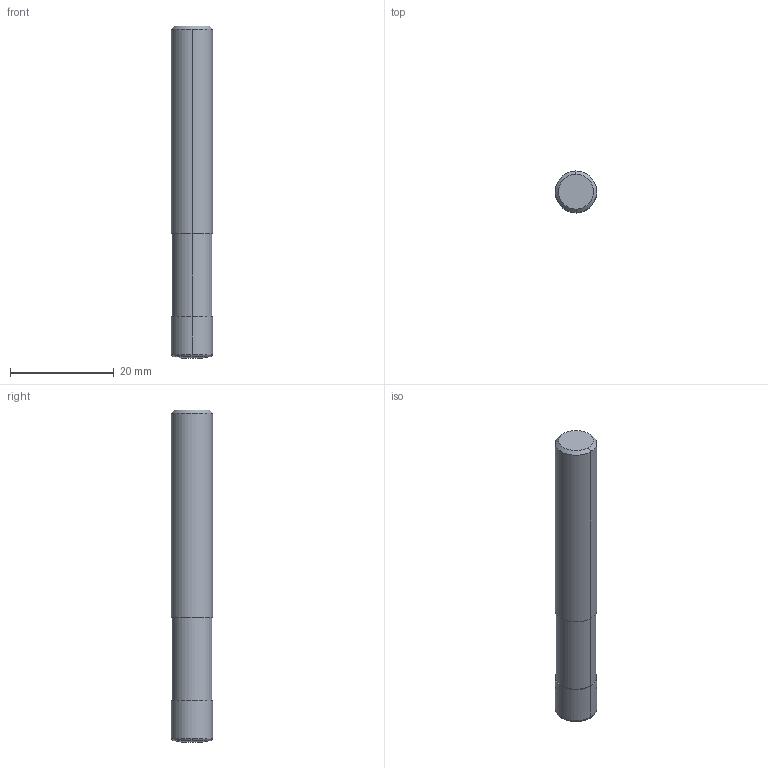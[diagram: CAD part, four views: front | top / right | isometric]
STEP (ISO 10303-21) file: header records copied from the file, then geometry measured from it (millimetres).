
FILE_DESCRIPTION(('STEP AP214'),'1');
FILE_NAME('31151136E43.stp','2023-06-05T08:17:47',(' '),(' '),'Spatial InterOp 3D',' ',' ');
FILE_SCHEMA(('AUTOMOTIVE_DESIGN { 1 0 10303 214 1 1 1 1 }'));
Length unit declared in the file: millimetre
Products named in the file (1): 1
Bounding box: 8 x 8 x 64 mm (x, y, z)
Volume: 3145 mm3; surface area: 1773.3 mm2
Topology: 2 solids, 2 shells, 17 faces, 59 edges, 54 vertices
Faces by surface type: cylinder 6, plane 5, cone 4, torus 2
Entity records: 849 total; most frequent: DIRECTION 131, CARTESIAN_POINT 104, ORIENTED_EDGE 68, AXIS2_PLACEMENT_3D 53, EDGE_CURVE 34, LINE 29, VECTOR 29, STYLED_ITEM 28
